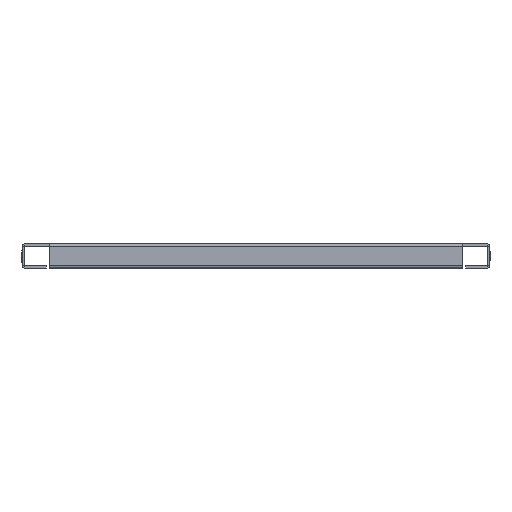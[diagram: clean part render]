
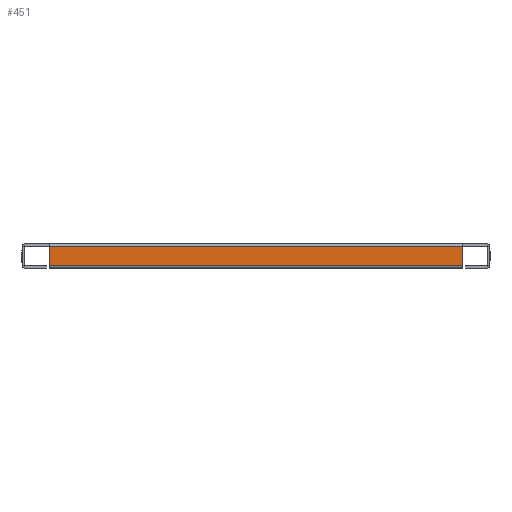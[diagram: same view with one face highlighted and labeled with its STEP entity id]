
A CAD part, front view. The second image highlights one B-rep face of the part: STEP entity #451.
In plain terms, the highlighted planar face has unit normal (0, -1, 0).
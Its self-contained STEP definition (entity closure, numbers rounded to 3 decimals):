
#451 = ADVANCED_FACE ( 'NONE', ( #627 ), #4306, .F. ) ;
#627 = FACE_OUTER_BOUND ( 'NONE', #4739, .T. ) ;
#877 = CARTESIAN_POINT ( 'NONE',  ( 214.5, -597.51, -19.99 ) ) ;
#888 = CARTESIAN_POINT ( 'NONE',  ( 214.5, -597.51, -0.01 ) ) ;
#892 = CARTESIAN_POINT ( 'NONE',  ( -214.5, -597.51, -0.01 ) ) ;
#1452 = AXIS2_PLACEMENT_3D ( 'NONE', #4307, #4299, #4298 ) ;
#1639 = VECTOR ( 'NONE', #2802, 1000. ) ;
#1648 = LINE ( 'NONE', #2801, #1694 ) ;
#1651 = LINE ( 'NONE', #2818, #1657 ) ;
#1657 = VECTOR ( 'NONE', #2819, 1000. ) ;
#1673 = LINE ( 'NONE', #2820, #1639 ) ;
#1683 = VECTOR ( 'NONE', #2710, 1000. ) ;
#1694 = VECTOR ( 'NONE', #2823, 1000. ) ;
#1695 = LINE ( 'NONE', #2826, #1683 ) ;
#1728 = ORIENTED_EDGE ( 'NONE', *, *, #2608, .T. ) ;
#1744 = ORIENTED_EDGE ( 'NONE', *, *, #2606, .T. ) ;
#1761 = ORIENTED_EDGE ( 'NONE', *, *, #2603, .F. ) ;
#1835 = ORIENTED_EDGE ( 'NONE', *, *, #2613, .T. ) ;
#1992 = CARTESIAN_POINT ( 'NONE',  ( -214.5, -597.51, -19.99 ) ) ;
#2603 = EDGE_CURVE ( 'NONE', #5217, #5221, #1651, .T. ) ;
#2606 = EDGE_CURVE ( 'NONE', #5232, #5221, #1673, .T. ) ;
#2608 = EDGE_CURVE ( 'NONE', #5217, #4527, #1648, .T. ) ;
#2613 = EDGE_CURVE ( 'NONE', #4527, #5232, #1695, .T. ) ;
#2710 = DIRECTION ( 'NONE',  ( 1., 0., 0. ) ) ;
#2801 = CARTESIAN_POINT ( 'NONE',  ( -214.5, -597.51, -20. ) ) ;
#2802 = DIRECTION ( 'NONE',  ( 0., 0., 1. ) ) ;
#2818 = CARTESIAN_POINT ( 'NONE',  ( 214.5, -597.51, -0.01 ) ) ;
#2819 = DIRECTION ( 'NONE',  ( 1., 0., 0. ) ) ;
#2820 = CARTESIAN_POINT ( 'NONE',  ( 214.5, -597.51, -20. ) ) ;
#2823 = DIRECTION ( 'NONE',  ( 0., 0., -1. ) ) ;
#2826 = CARTESIAN_POINT ( 'NONE',  ( -214.5, -597.51, -19.99 ) ) ;
#4298 = DIRECTION ( 'NONE',  ( 0., 0., 1. ) ) ;
#4299 = DIRECTION ( 'NONE',  ( 0., 1., 0. ) ) ;
#4306 = PLANE ( 'NONE',  #1452 ) ;
#4307 = CARTESIAN_POINT ( 'NONE',  ( 214.5, -597.51, -20. ) ) ;
#4527 = VERTEX_POINT ( 'NONE', #1992 ) ;
#4739 = EDGE_LOOP ( 'NONE', ( #1835, #1744, #1761, #1728 ) ) ;
#5217 = VERTEX_POINT ( 'NONE', #892 ) ;
#5221 = VERTEX_POINT ( 'NONE', #888 ) ;
#5232 = VERTEX_POINT ( 'NONE', #877 ) ;
